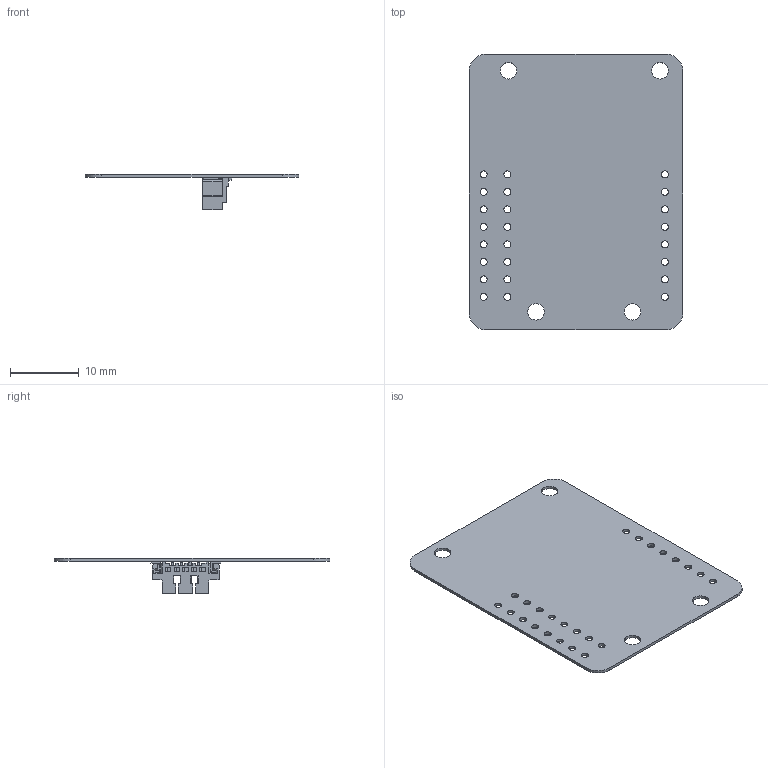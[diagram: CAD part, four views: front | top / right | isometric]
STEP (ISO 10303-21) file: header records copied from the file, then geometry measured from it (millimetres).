
FILE_DESCRIPTION(('Open CASCADE Model'),'2;1');
FILE_NAME('Open CASCADE Shape Model','2025-12-02T14:24:49',('Author'),( 'Open CASCADE'),'Open CASCADE STEP processor 7.5','Open CASCADE 7.5' ,'Unknown');
FILE_SCHEMA(('AUTOMOTIVE_DESIGN { 1 0 10303 214 1 1 1 1 }'));
Length unit declared in the file: millimetre
Products named in the file (5): PCB; Board; Open CASCADE STEP translator 7.5 1.1.1; J1; 53398-0471--3DModel-STEP-194946
Assembly tree (4 placements, depth 3):
  PCB
    Board
      Open CASCADE STEP translator 7.5 1.1.1
    J1
      53398-0471--3DModel-STEP-194946
Bounding box: 31 x 40 x 5.14 mm (x, y, z)
Volume: 552.7 mm3; surface area: 2774.1 mm2
Topology: 2 solids, 4 shells, 304 faces, 803 edges, 520 vertices
Faces by surface type: plane 264, cylinder 40
Full cylindrical faces by diameter (mm): 1.02 x24, 2.4 x4
Entity records: 9416 total; most frequent: CARTESIAN_POINT 1640, ORIENTED_EDGE 1606, DIRECTION 1495, EDGE_CURVE 803, LINE 721, VECTOR 721, VERTEX_POINT 520, AXIS2_PLACEMENT_3D 387
